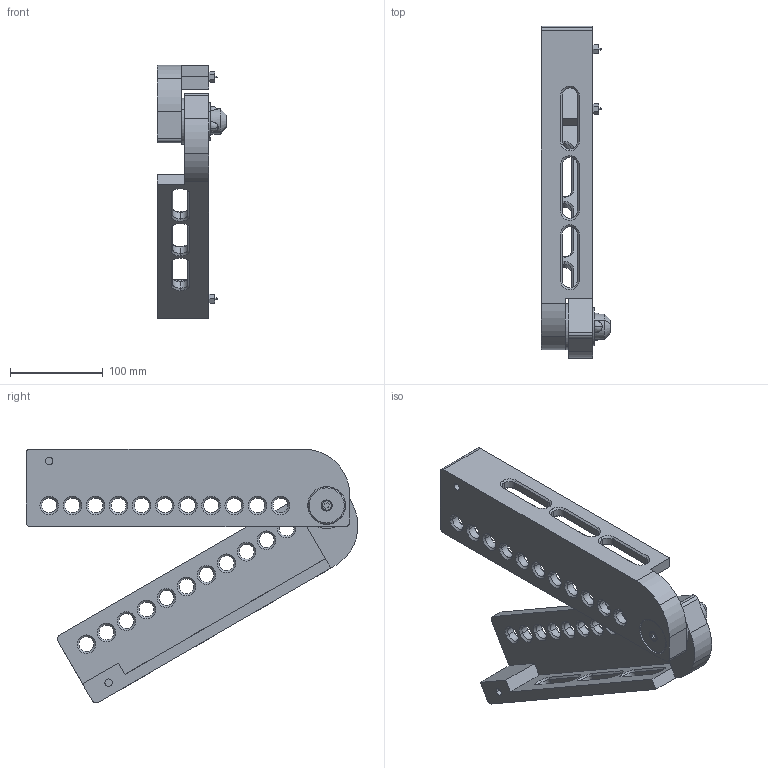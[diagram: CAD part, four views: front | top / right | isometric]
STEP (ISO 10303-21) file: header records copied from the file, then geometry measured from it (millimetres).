
FILE_DESCRIPTION(('STEP AP214'),'1');
FILE_NAME('160170 Universalwinkel klein.STP',' ',(' '),(' '),'XStep 1.0',' ',' ');
FILE_SCHEMA(('automotive_design'));
Length unit declared in the file: millimetre
Products named in the file (12): 1; 2; 3; 4; 5; 6; 7; 8; 9; 10; 11; 12
Bounding box: 75.3 x 358.78 x 274.49 mm (x, y, z)
Volume: 1047610.6 mm3; surface area: 224888.1 mm2
Topology: 12 solids, 12 shells, 439 faces, 1048 edges, 626 vertices
Faces by surface type: cylinder 156, cone 154, plane 113, sphere 10, torus 6
Entity records: 17145 total; most frequent: CARTESIAN_POINT 2847, DIRECTION 2382, ORIENTED_EDGE 2064, EDGE_CURVE 1032, AXIS2_PLACEMENT_3D 935, VERTEX_POINT 626, EDGE_LOOP 522, LINE 512
